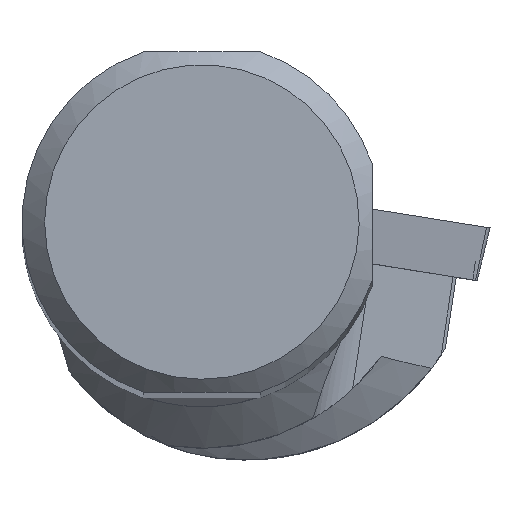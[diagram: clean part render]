
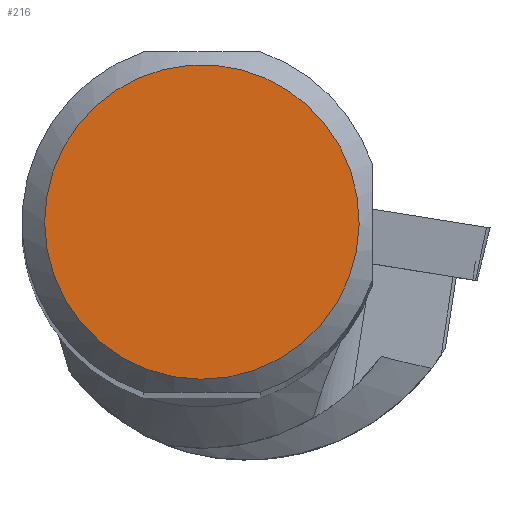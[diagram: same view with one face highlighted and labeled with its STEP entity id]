
A CAD part, top view. The second image highlights one B-rep face of the part: STEP entity #216.
In plain terms, the highlighted planar face has unit normal (0, 0, 1).
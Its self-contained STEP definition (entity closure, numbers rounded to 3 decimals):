
#168=FACE_OUTER_BOUND('',#417,.T.);
#216=ADVANCED_FACE('CU_SU_BP3',(#168),#248,.T.);
#248=PLANE('',#1121);
#417=EDGE_LOOP('',(#604));
#604=ORIENTED_EDGE('',*,*,#896,.F.);
#782=VERTEX_POINT('',#1850);
#896=EDGE_CURVE('',#782,#782,#947,.T.);
#947=CIRCLE('',#1120,13.864);
#1120=AXIS2_PLACEMENT_3D('',#1849,#1356,#1357);
#1121=AXIS2_PLACEMENT_3D('',#1851,#1358,#1359);
#1356=DIRECTION('',(0.,0.,-1.));
#1357=DIRECTION('',(-1.,0.,0.));
#1358=DIRECTION('',(0.,0.,1.));
#1359=DIRECTION('',(-1.,0.,0.));
#1849=CARTESIAN_POINT('',(0.,0.,0.));
#1850=CARTESIAN_POINT('',(-13.864,0.,0.));
#1851=CARTESIAN_POINT('',(0.,0.,
0.));
